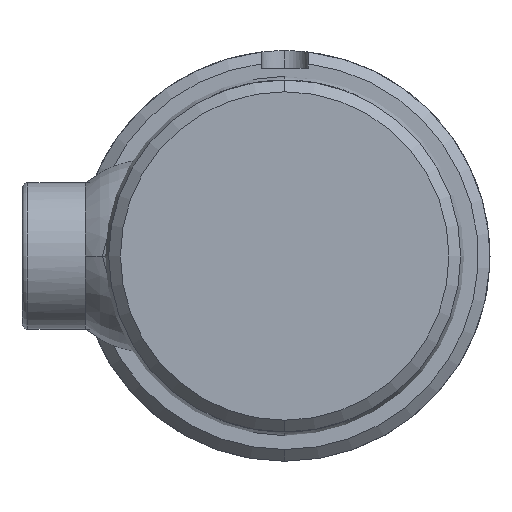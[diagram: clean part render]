
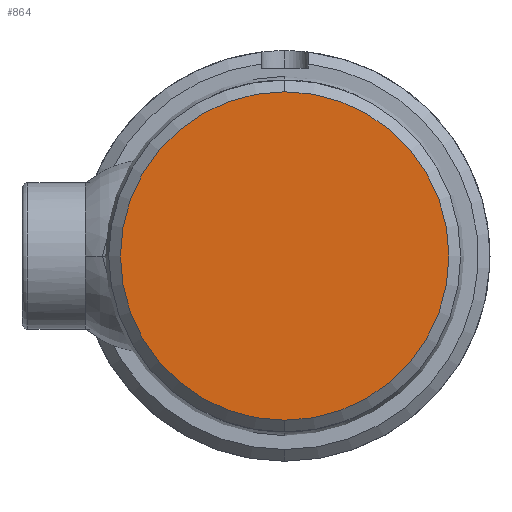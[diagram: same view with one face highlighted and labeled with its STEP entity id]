
A CAD part, left-side view. The second image highlights one B-rep face of the part: STEP entity #864.
In plain terms, the highlighted planar face has unit normal (-1, 0, 0).
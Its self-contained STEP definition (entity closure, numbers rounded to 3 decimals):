
#48 = AXIS2_PLACEMENT_3D ( 'NONE', #699, #912, #2288 ) ;
#495 = CIRCLE ( 'NONE', #817, 28. ) ;
#589 = DIRECTION ( 'NONE',  ( -1., 0., 0. ) ) ;
#699 = CARTESIAN_POINT ( 'NONE',  ( 0., 0., 0. ) ) ;
#817 = AXIS2_PLACEMENT_3D ( 'NONE', #1784, #589, #1981 ) ;
#864 = ADVANCED_FACE ( 'NONE', ( #868 ), #1711, .F. ) ;
#868 = FACE_OUTER_BOUND ( 'NONE', #946, .T. ) ;
#912 = DIRECTION ( 'NONE',  ( 1., 0., 0. ) ) ;
#946 = EDGE_LOOP ( 'NONE', ( #994, #1307 ) ) ;
#973 = DIRECTION ( 'NONE',  ( -1., 0., 0. ) ) ;
#994 = ORIENTED_EDGE ( 'NONE', *, *, #1043, .T. ) ;
#1043 = EDGE_CURVE ( 'NONE', #2387, #1572, #495, .T. ) ;
#1307 = ORIENTED_EDGE ( 'NONE', *, *, #1309, .T. ) ;
#1309 = EDGE_CURVE ( 'NONE', #1572, #2387, #1525, .T. ) ;
#1525 = CIRCLE ( 'NONE', #1882, 28. ) ;
#1572 = VERTEX_POINT ( 'NONE', #1797 ) ;
#1711 = PLANE ( 'NONE',  #48 ) ;
#1784 = CARTESIAN_POINT ( 'NONE',  ( 0., 0., 0. ) ) ;
#1797 = CARTESIAN_POINT ( 'NONE',  ( 0., 0., 28. ) ) ;
#1882 = AXIS2_PLACEMENT_3D ( 'NONE', #2150, #973, #2337 ) ;
#1904 = CARTESIAN_POINT ( 'NONE',  ( 0., 0., -28. ) ) ;
#1981 = DIRECTION ( 'NONE',  ( 0., 0., -1. ) ) ;
#2150 = CARTESIAN_POINT ( 'NONE',  ( 0., 0., 0. ) ) ;
#2288 = DIRECTION ( 'NONE',  ( 0., 0., -1. ) ) ;
#2337 = DIRECTION ( 'NONE',  ( 0., 0., -1. ) ) ;
#2387 = VERTEX_POINT ( 'NONE', #1904 ) ;
